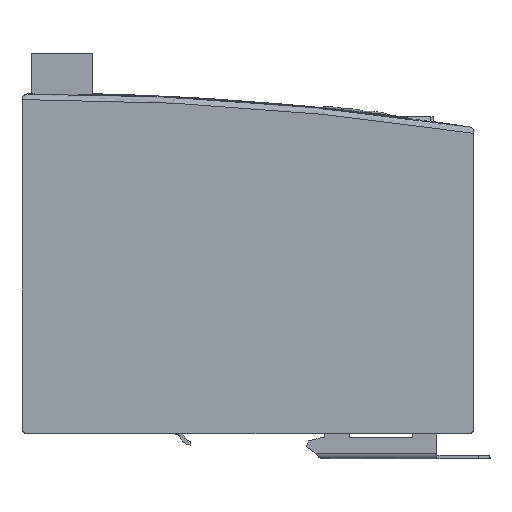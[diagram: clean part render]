
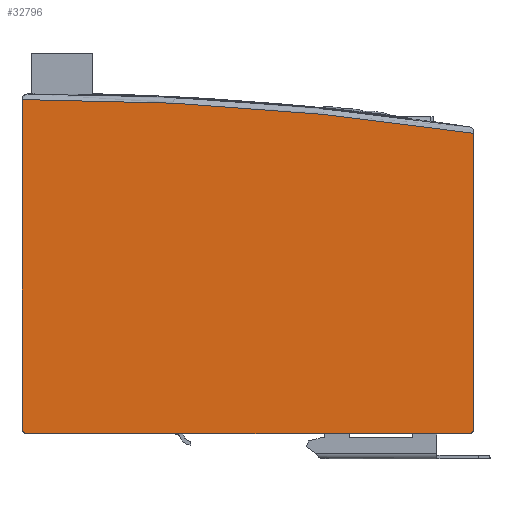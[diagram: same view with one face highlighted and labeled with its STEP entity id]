
A CAD part, left-side view. The second image highlights one B-rep face of the part: STEP entity #32796.
In plain terms, the highlighted planar face has unit normal (-1, 0, 0).
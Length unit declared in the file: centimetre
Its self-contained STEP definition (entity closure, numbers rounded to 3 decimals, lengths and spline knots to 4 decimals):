
#1869=PLANE('',#35019);
#3652=VECTOR('',#39225,1.);
#3655=VECTOR('',#39229,1.);
#3656=VECTOR('',#39232,1.);
#7113=LINE('',#47301,#3652);
#7116=LINE('',#47307,#3655);
#7117=LINE('',#47311,#3656);
#10530=VERTEX_POINT('',#47296);
#10531=VERTEX_POINT('',#47298);
#10532=VERTEX_POINT('',#47302);
#10534=VERTEX_POINT('',#47308);
#10535=VERTEX_POINT('',#47310);
#10536=VERTEX_POINT('',#47312);
#13267=CIRCLE('',#35017,0.15);
#13268=CIRCLE('',#35020,79.85);
#13269=CIRCLE('',#35021,0.15);
#15111=EDGE_CURVE('',#10530,#10531,#13267,.T.);
#15113=EDGE_CURVE('',#10531,#10532,#7113,.T.);
#15116=EDGE_CURVE('',#10534,#10530,#7116,.T.);
#15117=EDGE_CURVE('',#10535,#10534,#13268,.T.);
#15118=EDGE_CURVE('',#10536,#10535,#7117,.T.);
#15119=EDGE_CURVE('',#10532,#10536,#13269,.T.);
#21178=ORIENTED_EDGE('',*,*,#15111,.F.);
#21179=ORIENTED_EDGE('',*,*,#15116,.F.);
#21180=ORIENTED_EDGE('',*,*,#15117,.F.);
#21181=ORIENTED_EDGE('',*,*,#15118,.F.);
#21182=ORIENTED_EDGE('',*,*,#15119,.F.);
#21183=ORIENTED_EDGE('',*,*,#15113,.F.);
#28909=EDGE_LOOP('',(#21178,#21179,#21180,#21181,#21182,#21183));
#30866=FACE_BOUND('',#28909,.T.);
#32796=ADVANCED_FACE('',(#30866),#1869,.F.);
#35017=AXIS2_PLACEMENT_3D('',#47297,#39221,#39222);
#35019=AXIS2_PLACEMENT_3D('',#47306,#39228,$);
#35020=AXIS2_PLACEMENT_3D('',#47309,#39230,#39231);
#35021=AXIS2_PLACEMENT_3D('',#47313,#39233,#39234);
#39221=DIRECTION('',(1.,0.,0.));
#39222=DIRECTION('',(0.,-0.106,-0.106));
#39225=DIRECTION('',(0.,1.,0.));
#39228=DIRECTION('',(1.,0.,0.));
#39229=DIRECTION('',(0.,0.,-1.));
#39230=DIRECTION('',(1.,0.,0.));
#39231=DIRECTION('',(0.,-5.923,79.63));
#39232=DIRECTION('',(0.,0.,1.));
#39233=DIRECTION('',(1.,0.,0.));
#39234=DIRECTION('',(0.,0.106,-0.106));
#47296=CARTESIAN_POINT('',(-2.9,-6.05,0.15));
#47297=CARTESIAN_POINT('',(-2.9,-5.9,0.15));
#47298=CARTESIAN_POINT('',(-2.9,-5.9,0.));
#47301=CARTESIAN_POINT('',(-2.9,-6.05,0.));
#47302=CARTESIAN_POINT('',(-2.9,5.9,0.));
#47306=CARTESIAN_POINT('',(-2.9,0.1281,4.3749));
#47307=CARTESIAN_POINT('',(-2.9,-6.05,8.2));
#47308=CARTESIAN_POINT('',(-2.9,-6.05,8.0483));
#47309=CARTESIAN_POINT('',(-2.9,5.9169,-70.8999));
#47310=CARTESIAN_POINT('',(-2.9,6.05,8.95));
#47311=CARTESIAN_POINT('',(-2.9,6.05,0.));
#47312=CARTESIAN_POINT('',(-2.9,6.05,0.15));
#47313=CARTESIAN_POINT('',(-2.9,5.9,0.15));
